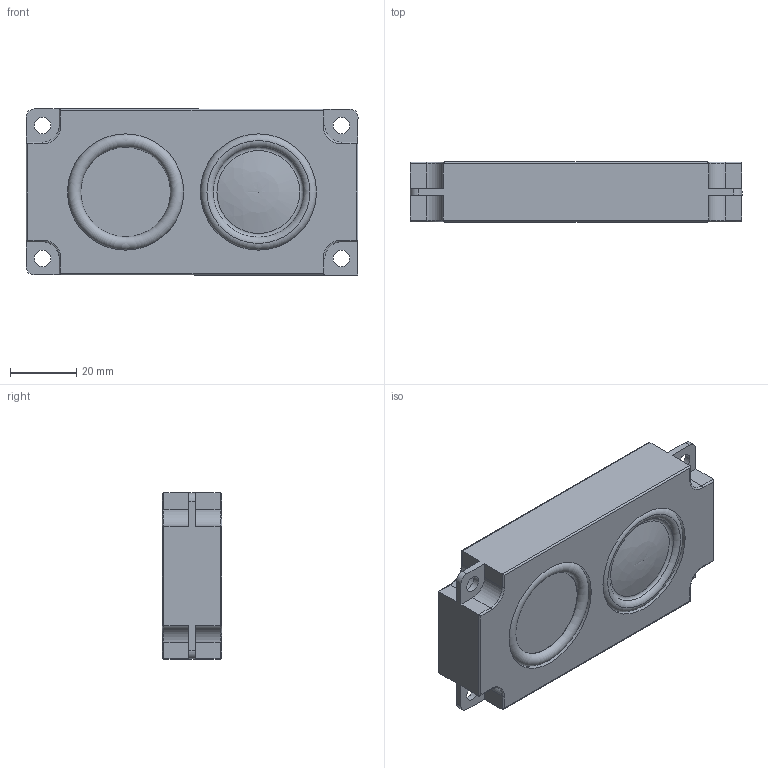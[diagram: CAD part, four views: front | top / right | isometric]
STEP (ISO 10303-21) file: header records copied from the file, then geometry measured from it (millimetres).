
FILE_DESCRIPTION(/* description */ (''),/* implementation_level */ '2;1');
FILE_NAME(/* name */ 'Dual Driver Speaker.step',/* time_stamp */ '2025-11-06T12:07:58-08:00',/* author */ (''),/* organization */ (''),/* preprocessor_version */ 'ST-DEVELOPER v20.1',/* originating_system */ 'Autodesk Translation Framework v14.17.0.0',/* authorisation */ '');
FILE_SCHEMA (('AUTOMOTIVE_DESIGN { 1 0 10303 214 3 1 1 }'));
Length unit declared in the file: inch
Products named in the file (2): Cauldron (Chained); 2025-10-03-11-52-13-636
Assembly tree (1 placements, depth 2):
  Cauldron (Chained)
    2025-10-03-11-52-13-636
Bounding box: 100 x 18 x 50 mm (x, y, z)
Volume: 81626.8 mm3; surface area: 23313 mm2
Topology: 3 solids, 3 shells, 92 faces, 217 edges, 132 vertices
Faces by surface type: cylinder 43, plane 35, torus 12, cone 1, bspline 1
Full cylindrical faces by diameter (mm): 5 x4, 35 x4
Entity records: 2762 total; most frequent: DIRECTION 494, CARTESIAN_POINT 470, ORIENTED_EDGE 432, EDGE_CURVE 216, AXIS2_PLACEMENT_3D 183, VERTEX_POINT 132, LINE 128, VECTOR 128
